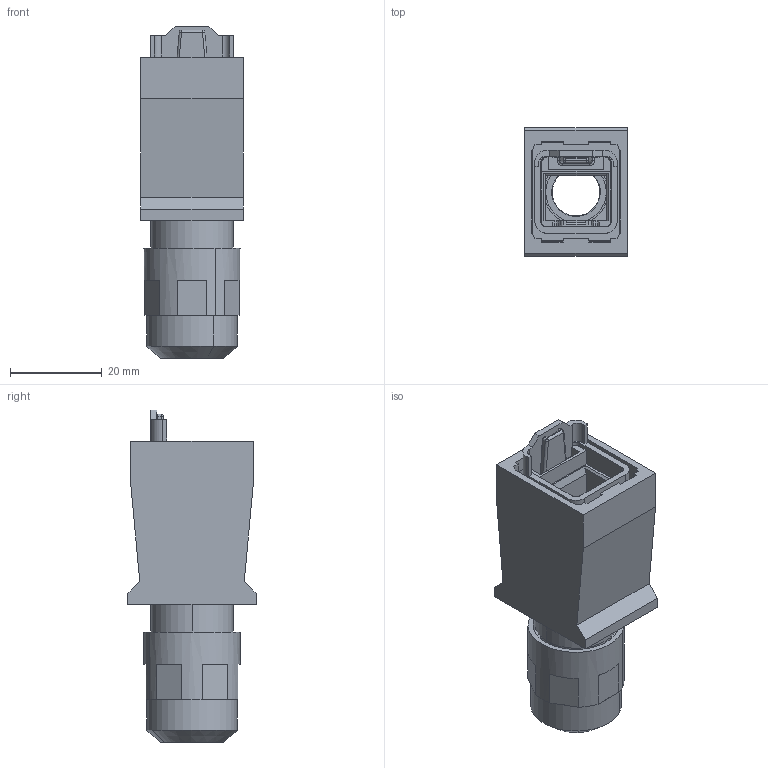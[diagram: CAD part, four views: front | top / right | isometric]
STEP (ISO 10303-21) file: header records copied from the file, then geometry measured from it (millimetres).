
FILE_DESCRIPTION(('CATIA V5R24 STEP','CAx-IF Rec.Pracs.--- Model Styling and Organization---1.2---2011-12-15'),'2;1');
FILE_NAME ('D1447811_0_1058100000_1058100000.stp','2017-09-14T08:04:34+00:00',('none'),('Weidmueller'),'CATIA Version 5-6 Release 2014 SP4 HF52','CATIA V5 STEP AP214','none');
FILE_SCHEMA(('AUTOMOTIVE_DESIGN { 1 0 10303 214 1 1 1 1 }'));
Length unit declared in the file: millimetre
Products named in the file (1): 1058100000
Bounding box: 22.3 x 27.99 x 72.45 mm (x, y, z)
Volume: 17741.4 mm3; surface area: 21518.6 mm2
Topology: 4 solids, 4 shells, 267 faces, 746 edges, 500 vertices
Faces by surface type: plane 185, cylinder 72, extrusion 4, cone 2, bspline 2, sphere 2
Entity records: 8359 total; most frequent: CARTESIAN_POINT 1732, ORIENTED_EDGE 1488, DIRECTION 1119, EDGE_CURVE 744, VECTOR 566, LINE 562, VERTEX_POINT 500, AXIS2_PLACEMENT_3D 353
